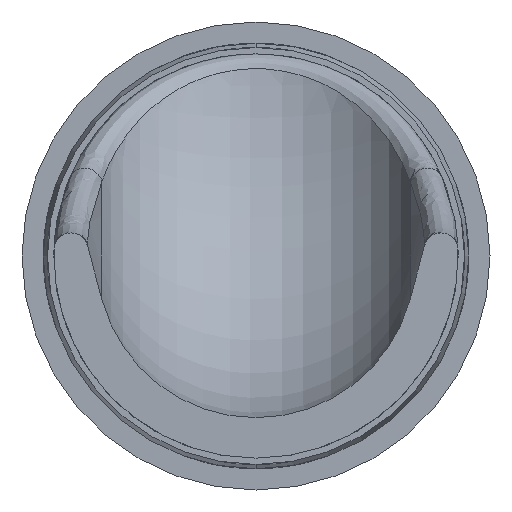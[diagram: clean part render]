
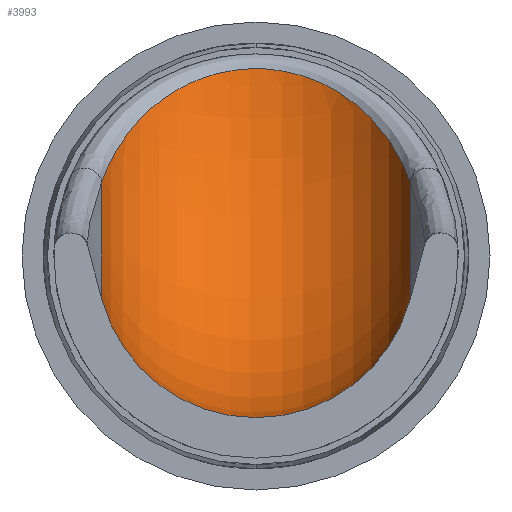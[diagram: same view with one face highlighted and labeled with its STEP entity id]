
A CAD part, front view. The second image highlights one B-rep face of the part: STEP entity #3993.
In plain terms, the highlighted toroidal (fillet/blend) face has major radius 1.146 mm and minor radius 0.75 mm.
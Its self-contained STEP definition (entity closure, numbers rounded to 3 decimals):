
#18 = CARTESIAN_POINT ( 'NONE',  ( -0.469, -25.512, 0.719 ) ) ;
#30 = DIRECTION ( 'NONE',  ( 0., 0., -1. ) ) ;
#34 = CARTESIAN_POINT ( 'NONE',  ( -0.724, -26.114, 0.35 ) ) ;
#326 = CARTESIAN_POINT ( 'NONE',  ( 0.395, -25.445, 0.774 ) ) ;
#363 = CARTESIAN_POINT ( 'NONE',  ( 0.581, -25.659, 0.609 ) ) ;
#430 = DIRECTION ( 'NONE',  ( 1., 0., 0. ) ) ;
#450 = AXIS2_PLACEMENT_3D ( 'NONE', #3657, #430, #30 ) ;
#462 = CIRCLE ( 'NONE', #1996, 1.34 ) ;
#772 = CARTESIAN_POINT ( 'NONE',  ( 0.216, -25.35, 0.855 ) ) ;
#788 = ORIENTED_EDGE ( 'NONE', *, *, #4592, .T. ) ;
#844 = CARTESIAN_POINT ( 'NONE',  ( 0., -27.2, -0.76 ) ) ;
#942 = DIRECTION ( 'NONE',  ( 0., 0., -1. ) ) ;
#1045 = ORIENTED_EDGE ( 'NONE', *, *, #4775, .T. ) ;
#1052 = CARTESIAN_POINT ( 'NONE',  ( 0.724, -27.2, -0.204 ) ) ;
#1186 = TOROIDAL_SURFACE ( 'NONE', #4369, 1.146, 0.75 ) ;
#1337 = DIRECTION ( 'NONE',  ( 0., 0., -1. ) ) ;
#1379 = DIRECTION ( 'NONE',  ( 1., 0., 0. ) ) ;
#1501 = CIRCLE ( 'NONE', #450, 1.34 ) ;
#1561 = CARTESIAN_POINT ( 'NONE',  ( 0.724, -26.114, 0.35 ) ) ;
#1578 = CARTESIAN_POINT ( 'NONE',  ( 0.107, -25.321, 0.881 ) ) ;
#1632 = CARTESIAN_POINT ( 'NONE',  ( -0.396, -25.446, 0.773 ) ) ;
#1798 = VERTEX_POINT ( 'NONE', #1052 ) ;
#1870 = CARTESIAN_POINT ( 'NONE',  ( 0.724, -26.114, 0.35 ) ) ;
#1900 = VERTEX_POINT ( 'NONE', #5191 ) ;
#1912 = EDGE_CURVE ( 'NONE', #3619, #1900, #4313, .T. ) ;
#1996 = AXIS2_PLACEMENT_3D ( 'NONE', #2506, #1379, #942 ) ;
#2071 = CARTESIAN_POINT ( 'NONE',  ( -0.218, -25.35, 0.854 ) ) ;
#2094 = CARTESIAN_POINT ( 'NONE',  ( 0., -27.2, 1.136 ) ) ;
#2154 = EDGE_CURVE ( 'NONE', #3965, #1798, #4841, .T. ) ;
#2321 = CARTESIAN_POINT ( 'NONE',  ( 0., -27.2, -0.01 ) ) ;
#2381 = CARTESIAN_POINT ( 'NONE',  ( 0.624, -25.743, 0.551 ) ) ;
#2470 = CARTESIAN_POINT ( 'NONE',  ( -0.624, -25.744, 0.55 ) ) ;
#2481 = ORIENTED_EDGE ( 'NONE', *, *, #1912, .T. ) ;
#2491 = CARTESIAN_POINT ( 'NONE',  ( -0.582, -25.66, 0.608 ) ) ;
#2506 = CARTESIAN_POINT ( 'NONE',  ( -0.724, -27.2, 1.136 ) ) ;
#2582 = EDGE_CURVE ( 'NONE', #2770, #1900, #462, .T. ) ;
#2742 = CARTESIAN_POINT ( 'NONE',  ( 0.467, -25.511, 0.72 ) ) ;
#2758 = AXIS2_PLACEMENT_3D ( 'NONE', #4295, #3864, #3076 ) ;
#2770 = VERTEX_POINT ( 'NONE', #5165 ) ;
#2793 = CARTESIAN_POINT ( 'NONE',  ( 0.687, -25.92, 0.443 ) ) ;
#3076 = DIRECTION ( 'NONE',  ( 0., 0., -1. ) ) ;
#3495 = EDGE_LOOP ( 'NONE', ( #1045, #2481, #5203, #788, #5119 ) ) ;
#3533 = DIRECTION ( 'NONE',  ( 0., 0., -1. ) ) ;
#3609 = FACE_OUTER_BOUND ( 'NONE', #3495, .T. ) ;
#3619 = VERTEX_POINT ( 'NONE', #1870 ) ;
#3657 = CARTESIAN_POINT ( 'NONE',  ( 0.724, -27.2, 1.136 ) ) ;
#3720 = CARTESIAN_POINT ( 'NONE',  ( -0.688, -25.921, 0.442 ) ) ;
#3864 = DIRECTION ( 'NONE',  ( 0., -1., 0. ) ) ;
#3936 = CIRCLE ( 'NONE', #4176, 0.75 ) ;
#3965 = VERTEX_POINT ( 'NONE', #844 ) ;
#3978 = DIRECTION ( 'NONE',  ( 0., -1., 0. ) ) ;
#3993 = ADVANCED_FACE ( 'NONE', ( #3609 ), #1186, .F. ) ;
#4069 = CARTESIAN_POINT ( 'NONE',  ( -0.11, -25.321, 0.881 ) ) ;
#4176 = AXIS2_PLACEMENT_3D ( 'NONE', #2321, #3978, #3533 ) ;
#4295 = CARTESIAN_POINT ( 'NONE',  ( 0., -27.2, -0.01 ) ) ;
#4313 = B_SPLINE_CURVE_WITH_KNOTS ( 'NONE', 3,
 ( #1561, #4816, #2793, #2381, #363, #2742, #326, #772, #1578, #4069, #2071, #1632, #18, #2491, #2470, #3720, #5252, #34 ),
 .UNSPECIFIED., .F., .F.,
 ( 4, 2, 2, 2, 2, 2, 2, 2, 4 ),
 ( 0., 0., 0.001, 0.001, 0.001, 0.002, 0.002, 0.002, 0.003 ),
 .UNSPECIFIED. ) ;
#4369 = AXIS2_PLACEMENT_3D ( 'NONE', #2094, #4578, #1337 ) ;
#4578 = DIRECTION ( 'NONE',  ( 1., 0., 0. ) ) ;
#4592 = EDGE_CURVE ( 'NONE', #2770, #3965, #3936, .T. ) ;
#4775 = EDGE_CURVE ( 'NONE', #1798, #3619, #1501, .T. ) ;
#4816 = CARTESIAN_POINT ( 'NONE',  ( 0.709, -26.015, 0.392 ) ) ;
#4841 = CIRCLE ( 'NONE', #2758, 0.75 ) ;
#5119 = ORIENTED_EDGE ( 'NONE', *, *, #2154, .T. ) ;
#5165 = CARTESIAN_POINT ( 'NONE',  ( -0.724, -27.2, -0.204 ) ) ;
#5191 = CARTESIAN_POINT ( 'NONE',  ( -0.724, -26.114, 0.35 ) ) ;
#5203 = ORIENTED_EDGE ( 'NONE', *, *, #2582, .F. ) ;
#5252 = CARTESIAN_POINT ( 'NONE',  ( -0.709, -26.015, 0.392 ) ) ;
